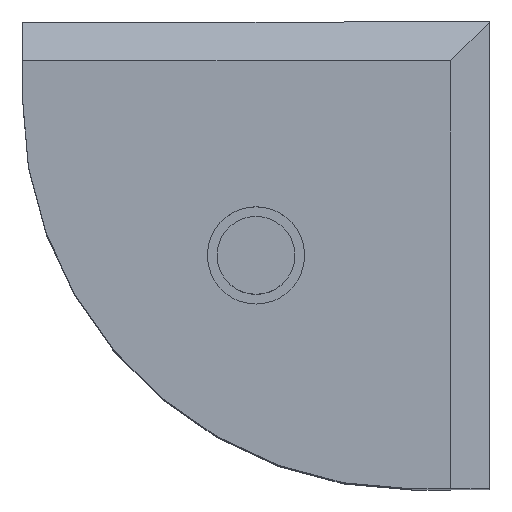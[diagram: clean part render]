
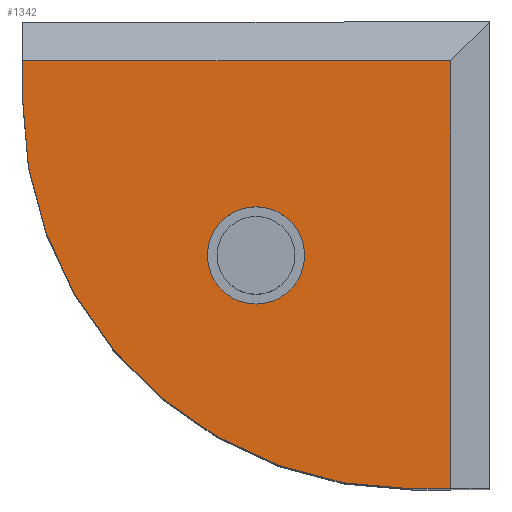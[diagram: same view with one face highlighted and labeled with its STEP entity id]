
A CAD part, top view. The second image highlights one B-rep face of the part: STEP entity #1342.
In plain terms, the highlighted planar face has unit normal (0, 0, 1).
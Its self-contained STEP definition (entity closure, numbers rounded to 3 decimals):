
#99=FACE_BOUND('',#208,.T.);
#127=FACE_OUTER_BOUND('',#207,.T.);
#207=EDGE_LOOP('',(#999,#1000,#1001,#1002,#1003));
#208=EDGE_LOOP('',(#1004));
#309=LINE('',#1928,#446);
#314=LINE('',#1939,#451);
#316=LINE('',#1942,#453);
#319=LINE('',#1948,#456);
#446=VECTOR('',#1620,10.);
#451=VECTOR('',#1629,10.);
#453=VECTOR('',#1633,10.);
#456=VECTOR('',#1642,10.);
#547=CIRCLE('',#1465,20.);
#548=CIRCLE('',#1467,2.5);
#584=VERTEX_POINT('',#1894);
#585=VERTEX_POINT('',#1896);
#586=VERTEX_POINT('',#1900);
#595=VERTEX_POINT('',#1926);
#598=VERTEX_POINT('',#1936);
#599=VERTEX_POINT('',#1938);
#723=EDGE_CURVE('',#584,#585,#547,.T.);
#725=EDGE_CURVE('',#586,#586,#548,.T.);
#739=EDGE_CURVE('',#584,#595,#309,.T.);
#744=EDGE_CURVE('',#598,#599,#314,.T.);
#746=EDGE_CURVE('',#599,#595,#316,.T.);
#749=EDGE_CURVE('',#598,#585,#319,.T.);
#999=ORIENTED_EDGE('',*,*,#744,.F.);
#1000=ORIENTED_EDGE('',*,*,#749,.T.);
#1001=ORIENTED_EDGE('',*,*,#723,.F.);
#1002=ORIENTED_EDGE('',*,*,#739,.T.);
#1003=ORIENTED_EDGE('',*,*,#746,.F.);
#1004=ORIENTED_EDGE('',*,*,#725,.T.);
#1292=PLANE('',#1479);
#1342=ADVANCED_FACE('',(#127,#99),#1292,.T.);
#1465=AXIS2_PLACEMENT_3D('',#1897,#1591,#1592);
#1467=AXIS2_PLACEMENT_3D('',#1901,#1596,#1597);
#1479=AXIS2_PLACEMENT_3D('',#1949,#1643,#1644);
#1591=DIRECTION('center_axis',(0.,0.,-1.));
#1592=DIRECTION('ref_axis',(-0.707,-0.707,0.));
#1596=DIRECTION('center_axis',(0.,0.,-1.));
#1597=DIRECTION('ref_axis',(-1.,0.,0.));
#1620=DIRECTION('',(1.,0.,0.));
#1629=DIRECTION('',(1.,0.,0.));
#1633=DIRECTION('',(0.,-1.,0.));
#1642=DIRECTION('',(0.,-1.,0.));
#1643=DIRECTION('center_axis',(0.,0.,1.));
#1644=DIRECTION('ref_axis',(1.,0.,0.));
#1894=CARTESIAN_POINT('',(20.,-24.,17.5));
#1896=CARTESIAN_POINT('',(0.,-4.,17.5));
#1897=CARTESIAN_POINT('Origin',(20.,-4.,17.5));
#1900=CARTESIAN_POINT('',(14.5,-12.,17.5));
#1901=CARTESIAN_POINT('Origin',(12.,-12.,17.5));
#1926=CARTESIAN_POINT('',(22.,-24.,17.5));
#1928=CARTESIAN_POINT('',(0.,-24.,17.5));
#1936=CARTESIAN_POINT('',(0.,-2.,17.5));
#1938=CARTESIAN_POINT('',(22.,-2.,17.5));
#1939=CARTESIAN_POINT('',(18.,-2.,17.5));
#1942=CARTESIAN_POINT('',(22.,-18.,17.5));
#1948=CARTESIAN_POINT('',(0.,0.,17.5));
#1949=CARTESIAN_POINT('Origin',(12.,-12.,17.5));
